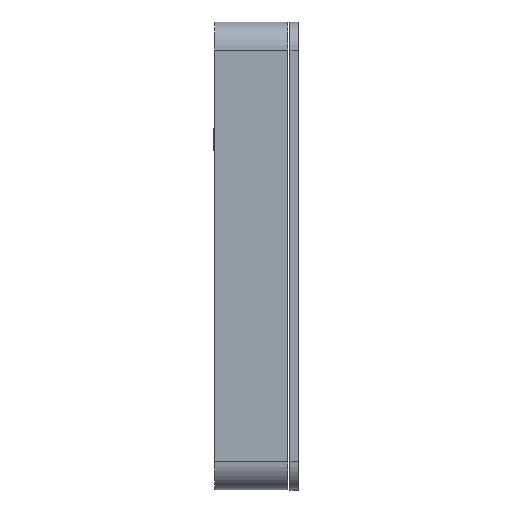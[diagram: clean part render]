
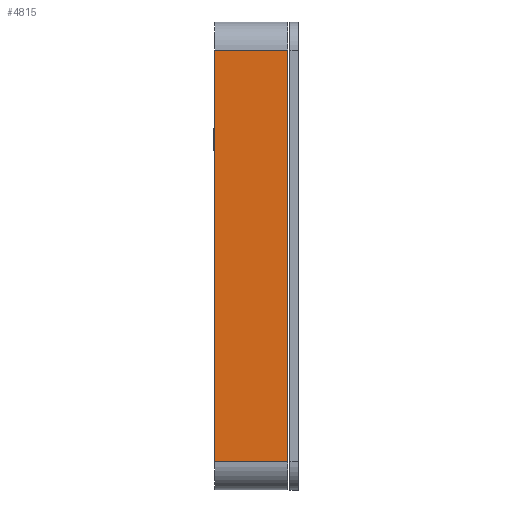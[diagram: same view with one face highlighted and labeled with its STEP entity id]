
A CAD part, front view. The second image highlights one B-rep face of the part: STEP entity #4815.
In plain terms, the highlighted planar face has unit normal (0, -1, 0).
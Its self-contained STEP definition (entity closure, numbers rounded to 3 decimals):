
#670=FACE_OUTER_BOUND('',#947,.T.);
#947=EDGE_LOOP('',(#4053,#4054,#4055,#4056));
#1113=LINE('',#6564,#1542);
#1333=LINE('',#8795,#1762);
#1335=LINE('',#8799,#1764);
#1336=LINE('',#8800,#1765);
#1542=VECTOR('',#5263,10.);
#1762=VECTOR('',#5611,10.);
#1764=VECTOR('',#5615,10.);
#1765=VECTOR('',#5616,10.);
#1976=VERTEX_POINT('',#6560);
#1978=VERTEX_POINT('',#6563);
#2245=VERTEX_POINT('',#8793);
#2246=VERTEX_POINT('',#8798);
#2480=EDGE_CURVE('',#1976,#1978,#1113,.T.);
#2876=EDGE_CURVE('',#2245,#1976,#1333,.T.);
#2878=EDGE_CURVE('',#2246,#2245,#1335,.T.);
#2879=EDGE_CURVE('',#1978,#2246,#1336,.T.);
#4053=ORIENTED_EDGE('',*,*,#2876,.F.);
#4054=ORIENTED_EDGE('',*,*,#2878,.F.);
#4055=ORIENTED_EDGE('',*,*,#2879,.F.);
#4056=ORIENTED_EDGE('',*,*,#2480,.F.);
#4595=PLANE('',#5010);
#4815=ADVANCED_FACE('',(#670),#4595,.T.);
#5010=AXIS2_PLACEMENT_3D('',#8797,#5613,#5614);
#5263=DIRECTION('',(0.,0.,1.));
#5611=DIRECTION('',(-1.,0.,0.));
#5613=DIRECTION('center_axis',(0.,-1.,0.));
#5614=DIRECTION('ref_axis',(0.,0.,-1.));
#5615=DIRECTION('',(0.,0.,-1.));
#5616=DIRECTION('',(1.,0.,0.));
#6560=CARTESIAN_POINT('',(0.,-44.066,-48.2));
#6563=CARTESIAN_POINT('',(0.,-44.066,25.));
#6564=CARTESIAN_POINT('',(0.,-44.066,-53.2));
#8793=CARTESIAN_POINT('',(13.,-44.066,-48.2));
#8795=CARTESIAN_POINT('',(0.,-44.066,-48.2));
#8797=CARTESIAN_POINT('Origin',(0.,-44.066,30.));
#8798=CARTESIAN_POINT('',(13.,-44.066,25.));
#8799=CARTESIAN_POINT('',(13.,-44.066,-53.2));
#8800=CARTESIAN_POINT('',(0.,-44.066,25.));
